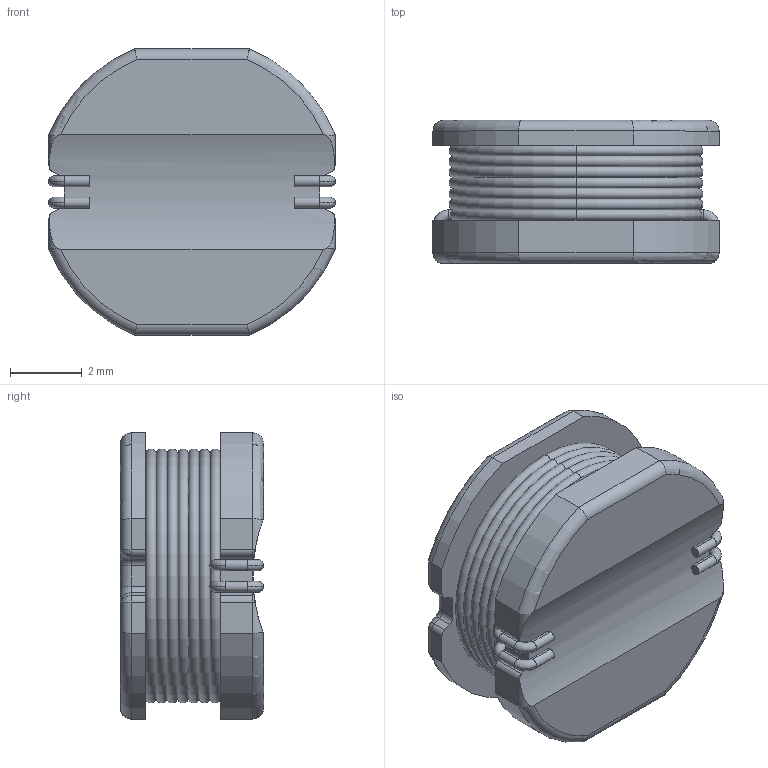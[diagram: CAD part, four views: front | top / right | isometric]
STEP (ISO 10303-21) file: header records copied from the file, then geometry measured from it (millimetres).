
FILE_DESCRIPTION (( 'STEP AP214' ), '1' );
FILE_NAME ('714CEEAB-E88C-4C6D-9D27-A546ACC75159.STEP', '2023-10-04T08:35:36', ( '' ), ( '' ), 'SwSTEP 2.0', 'SolidWorks 2022', '' );
FILE_SCHEMA (( 'AUTOMOTIVE_DESIGN' ));
Length unit declared in the file: millimetre
Products named in the file (1): 714CEEAB-E88C-4C6D-9D27-A546ACC75159
Bounding box: 8.02 x 4 x 8 mm (x, y, z)
Volume: 180.6 mm3; surface area: 272.1 mm2
Topology: 1 solids, 1 shells, 170 faces, 488 edges, 306 vertices
Faces by surface type: cylinder 79, torus 50, plane 33, bspline 8
Entity records: 7828 total; most frequent: CARTESIAN_POINT 1587, ORIENTED_EDGE 968, DIRECTION 900, EDGE_CURVE 484, AXIS2_PLACEMENT_3D 377, VERTEX_POINT 306, CIRCLE 214, EDGE_LOOP 176
